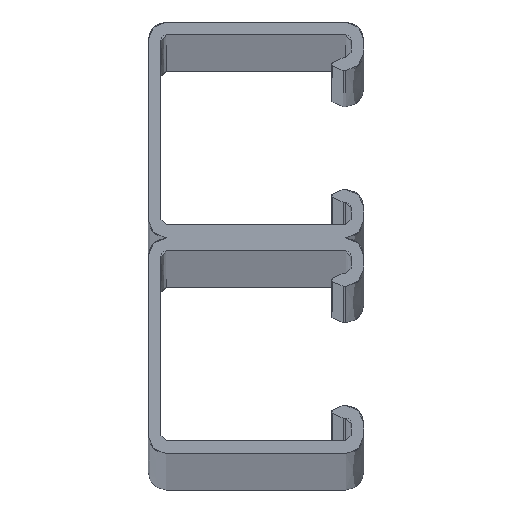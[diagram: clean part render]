
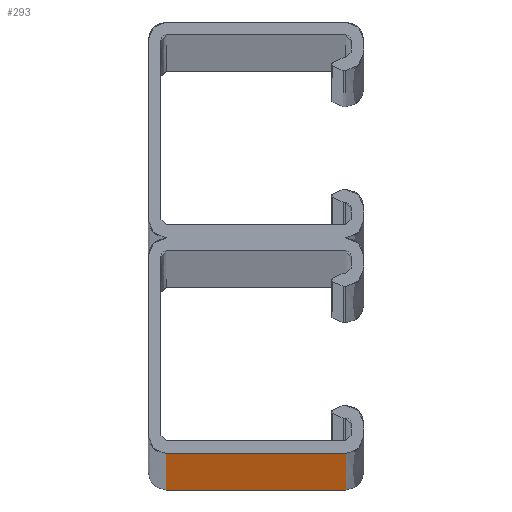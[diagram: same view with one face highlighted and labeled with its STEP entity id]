
A CAD part, top view. The second image highlights one B-rep face of the part: STEP entity #293.
In plain terms, the highlighted planar face has unit normal (0, -1, 0).
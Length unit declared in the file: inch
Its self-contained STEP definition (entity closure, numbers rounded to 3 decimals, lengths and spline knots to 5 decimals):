
#293=ADVANCED_FACE('',(#844),#845,.T.);
#325=EDGE_CURVE('',#905,#906,#907,.T.);
#443=EDGE_CURVE('',#1094,#920,#1095,.T.);
#631=EDGE_CURVE('',#905,#1094,#1352,.T.);
#769=EDGE_CURVE('',#906,#920,#1513,.T.);
#844=FACE_OUTER_BOUND('',#1584,.T.);
#845=PLANE('',#1585);
#905=VERTEX_POINT('',#1675);
#906=VERTEX_POINT('',#1676);
#907=LINE('',#1677,#1678);
#920=VERTEX_POINT('',#1703);
#1094=VERTEX_POINT('',#2042);
#1095=LINE('',#2043,#2044);
#1352=LINE('',#2549,#2550);
#1513=LINE('',#2887,#2888);
#1584=EDGE_LOOP('',(#3039,#3040,#3041,#3042));
#1585=AXIS2_PLACEMENT_3D('',#3043,#3044,#3045);
#1675=CARTESIAN_POINT('',(2.37179,-1.30322,0.0));
#1676=CARTESIAN_POINT('',(1.33429,-1.30322,0.0));
#1677=CARTESIAN_POINT('',(2.37179,-1.30322,0.0));
#1678=VECTOR('',#3075,1.0);
#1703=CARTESIAN_POINT('',(1.33429,-1.30322,120.0));
#2042=CARTESIAN_POINT('',(2.37179,-1.30322,120.0));
#2043=CARTESIAN_POINT('',(2.37179,-1.30322,120.0));
#2044=VECTOR('',#3208,1.0);
#2549=CARTESIAN_POINT('',(2.37179,-1.30322,0.0));
#2550=VECTOR('',#3478,1.0);
#2887=CARTESIAN_POINT('',(1.33429,-1.30322,0.0));
#2888=VECTOR('',#3708,1.0);
#3039=ORIENTED_EDGE('',*,*,#443,.T.);
#3040=ORIENTED_EDGE('',*,*,#769,.F.);
#3041=ORIENTED_EDGE('',*,*,#325,.F.);
#3042=ORIENTED_EDGE('',*,*,#631,.T.);
#3043=CARTESIAN_POINT('',(1.85304,-1.30322,0.0));
#3044=DIRECTION('',(0.0,-1.0,0.0));
#3045=DIRECTION('',(1.0,0.0,0.0));
#3075=DIRECTION('',(-1.0,0.0,0.0));
#3208=DIRECTION('',(-1.0,0.0,0.0));
#3478=DIRECTION('',(0.0,0.0,1.0));
#3708=DIRECTION('',(0.0,0.0,1.0));
